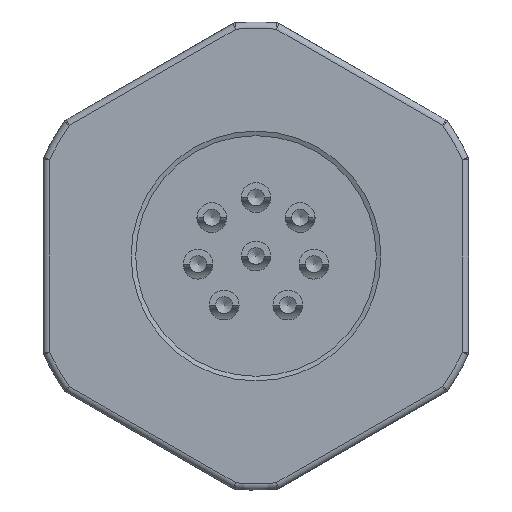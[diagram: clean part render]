
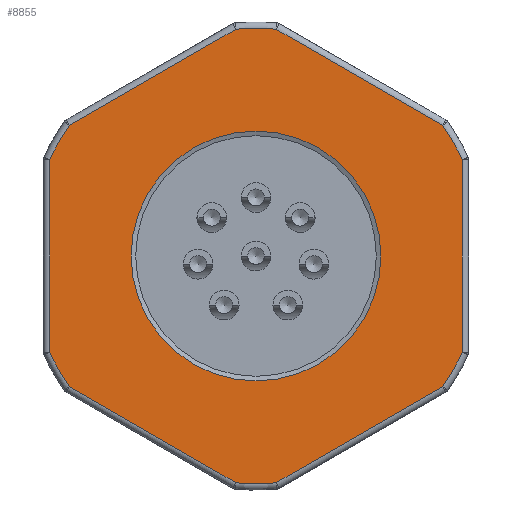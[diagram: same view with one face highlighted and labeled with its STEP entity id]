
A CAD part, left-side view. The second image highlights one B-rep face of the part: STEP entity #8855.
In plain terms, the highlighted planar face has unit normal (-1, 0, 0).
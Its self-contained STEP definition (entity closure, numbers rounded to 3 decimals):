
#493=LINE('',#25141,#1262);
#494=LINE('',#25145,#1263);
#495=LINE('',#25149,#1264);
#496=LINE('',#25153,#1265);
#497=LINE('',#25157,#1266);
#498=LINE('',#25161,#1267);
#1262=VECTOR('',#10903,1000.);
#1263=VECTOR('',#10906,1000.);
#1264=VECTOR('',#10909,1000.);
#1265=VECTOR('',#10912,1000.);
#1266=VECTOR('',#10915,1000.);
#1267=VECTOR('',#10918,1000.);
#1960=PLANE('',#9603);
#2821=ORIENTED_EDGE('',*,*,#5144,.T.);
#2822=ORIENTED_EDGE('',*,*,#5145,.T.);
#2823=ORIENTED_EDGE('',*,*,#5146,.T.);
#2824=ORIENTED_EDGE('',*,*,#5147,.T.);
#2825=ORIENTED_EDGE('',*,*,#5148,.T.);
#2826=ORIENTED_EDGE('',*,*,#5149,.T.);
#2827=ORIENTED_EDGE('',*,*,#5150,.T.);
#2828=ORIENTED_EDGE('',*,*,#5151,.T.);
#2829=ORIENTED_EDGE('',*,*,#5152,.T.);
#2830=ORIENTED_EDGE('',*,*,#5153,.T.);
#2831=ORIENTED_EDGE('',*,*,#5154,.T.);
#2832=ORIENTED_EDGE('',*,*,#5155,.T.);
#2833=ORIENTED_EDGE('',*,*,#5156,.T.);
#5144=EDGE_CURVE('',#6325,#6325,#7000,.T.);
#5145=EDGE_CURVE('',#6326,#6327,#7001,.F.);
#5146=EDGE_CURVE('',#6327,#6328,#493,.F.);
#5147=EDGE_CURVE('',#6328,#6329,#7002,.F.);
#5148=EDGE_CURVE('',#6329,#6330,#494,.F.);
#5149=EDGE_CURVE('',#6330,#6331,#7003,.F.);
#5150=EDGE_CURVE('',#6331,#6332,#495,.F.);
#5151=EDGE_CURVE('',#6332,#6333,#7004,.F.);
#5152=EDGE_CURVE('',#6333,#6334,#496,.F.);
#5153=EDGE_CURVE('',#6334,#6335,#7005,.F.);
#5154=EDGE_CURVE('',#6335,#6336,#497,.F.);
#5155=EDGE_CURVE('',#6336,#6337,#7006,.F.);
#5156=EDGE_CURVE('',#6337,#6326,#498,.F.);
#6325=VERTEX_POINT('',#25137);
#6326=VERTEX_POINT('',#25139);
#6327=VERTEX_POINT('',#25140);
#6328=VERTEX_POINT('',#25142);
#6329=VERTEX_POINT('',#25144);
#6330=VERTEX_POINT('',#25146);
#6331=VERTEX_POINT('',#25148);
#6332=VERTEX_POINT('',#25150);
#6333=VERTEX_POINT('',#25152);
#6334=VERTEX_POINT('',#25154);
#6335=VERTEX_POINT('',#25156);
#6336=VERTEX_POINT('',#25158);
#6337=VERTEX_POINT('',#25160);
#7000=CIRCLE('',#9604,5.87);
#7001=CIRCLE('',#9605,10.7);
#7002=CIRCLE('',#9606,10.7);
#7003=CIRCLE('',#9607,10.7);
#7004=CIRCLE('',#9608,10.7);
#7005=CIRCLE('',#9609,10.7);
#7006=CIRCLE('',#9610,10.7);
#7433=EDGE_LOOP('',(#2821));
#7434=EDGE_LOOP('',(#2822,#2823,#2824,#2825,#2826,#2827,#2828,#2829,#2830,
#2831,#2832,#2833));
#8116=FACE_BOUND('',#7433,.T.);
#8117=FACE_BOUND('',#7434,.T.);
#8855=ADVANCED_FACE('',(#8116,#8117),#1960,.F.);
#9603=AXIS2_PLACEMENT_3D('',#25135,#10897,#10898);
#9604=AXIS2_PLACEMENT_3D('',#25136,#10899,#10900);
#9605=AXIS2_PLACEMENT_3D('',#25138,#10901,#10902);
#9606=AXIS2_PLACEMENT_3D('',#25143,#10904,#10905);
#9607=AXIS2_PLACEMENT_3D('',#25147,#10907,#10908);
#9608=AXIS2_PLACEMENT_3D('',#25151,#10910,#10911);
#9609=AXIS2_PLACEMENT_3D('',#25155,#10913,#10914);
#9610=AXIS2_PLACEMENT_3D('',#25159,#10916,#10917);
#10897=DIRECTION('',(1.,0.,0.));
#10898=DIRECTION('',(0.,0.,-1.));
#10899=DIRECTION('',(1.,0.,0.));
#10900=DIRECTION('',(0.,0.,-1.));
#10901=DIRECTION('',(1.,0.,0.));
#10902=DIRECTION('',(0.,0.,-1.));
#10903=DIRECTION('',(0.,1.,0.));
#10904=DIRECTION('',(1.,0.,0.));
#10905=DIRECTION('',(0.,0.,-1.));
#10906=DIRECTION('',(0.,0.5,-0.866));
#10907=DIRECTION('',(1.,0.,0.));
#10908=DIRECTION('',(0.,0.,-1.));
#10909=DIRECTION('',(0.,-0.5,-0.866));
#10910=DIRECTION('',(1.,0.,0.));
#10911=DIRECTION('',(0.,0.,-1.));
#10912=DIRECTION('',(0.,-1.,0.));
#10913=DIRECTION('',(1.,0.,0.));
#10914=DIRECTION('',(0.,0.,-1.));
#10915=DIRECTION('',(0.,-0.5,0.866));
#10916=DIRECTION('',(1.,0.,0.));
#10917=DIRECTION('',(0.,0.,-1.));
#10918=DIRECTION('',(0.,0.5,0.866));
#25135=CARTESIAN_POINT('',(-1.5,0.,0.));
#25136=CARTESIAN_POINT('',(-1.5,0.,0.));
#25137=CARTESIAN_POINT('',(-1.5,0.,-5.87));
#25138=CARTESIAN_POINT('',(-1.5,0.,0.));
#25139=CARTESIAN_POINT('',(-1.5,6.142,-8.762));
#25140=CARTESIAN_POINT('',(-1.5,4.517,-9.7));
#25141=CARTESIAN_POINT('',(-1.5,0.,-9.7));
#25142=CARTESIAN_POINT('',(-1.5,-4.517,-9.7));
#25143=CARTESIAN_POINT('',(-1.5,0.,0.));
#25144=CARTESIAN_POINT('',(-1.5,-6.142,-8.762));
#25145=CARTESIAN_POINT('',(-1.5,-8.4,-4.85));
#25146=CARTESIAN_POINT('',(-1.5,-10.659,-0.938));
#25147=CARTESIAN_POINT('',(-1.5,0.,0.));
#25148=CARTESIAN_POINT('',(-1.5,-10.659,0.938));
#25149=CARTESIAN_POINT('',(-1.5,-8.4,4.85));
#25150=CARTESIAN_POINT('',(-1.5,-6.142,8.762));
#25151=CARTESIAN_POINT('',(-1.5,0.,0.));
#25152=CARTESIAN_POINT('',(-1.5,-4.517,9.7));
#25153=CARTESIAN_POINT('',(-1.5,0.,9.7));
#25154=CARTESIAN_POINT('',(-1.5,4.517,9.7));
#25155=CARTESIAN_POINT('',(-1.5,0.,0.));
#25156=CARTESIAN_POINT('',(-1.5,6.142,8.762));
#25157=CARTESIAN_POINT('',(-1.5,8.4,4.85));
#25158=CARTESIAN_POINT('',(-1.5,10.659,0.938));
#25159=CARTESIAN_POINT('',(-1.5,0.,0.));
#25160=CARTESIAN_POINT('',(-1.5,10.659,-0.938));
#25161=CARTESIAN_POINT('',(-1.5,8.4,-4.85));
